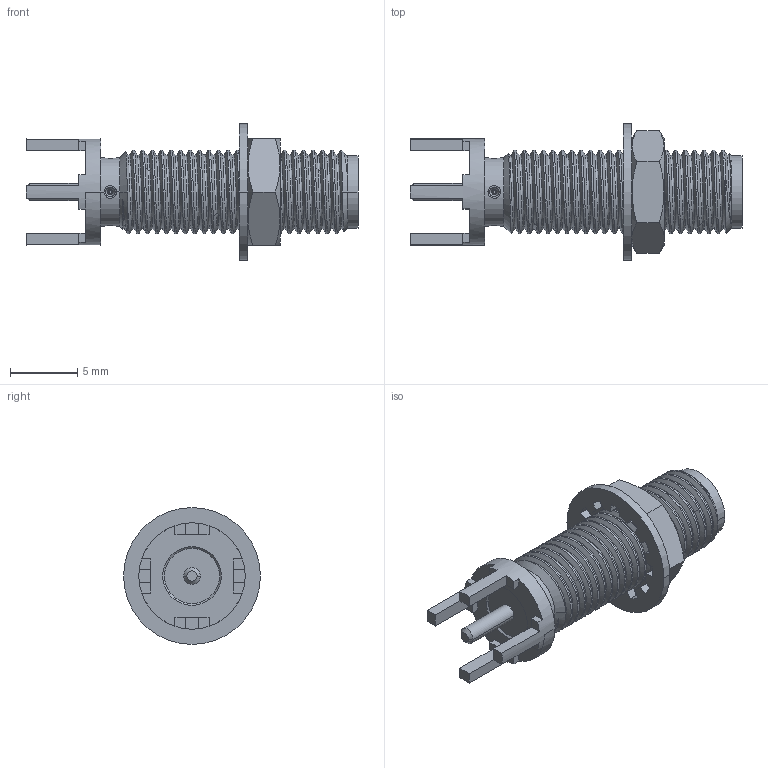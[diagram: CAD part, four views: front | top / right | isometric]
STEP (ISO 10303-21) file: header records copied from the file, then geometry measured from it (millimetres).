
FILE_DESCRIPTION((''),'2;1');
FILE_NAME('142-0701-491','2016-05-06T',('chwallace'),(''),'PRO/ENGINEER BY PARAMETRIC TECHNOLOGY CORPORATION, 2007450','PRO/ENGINEER BY PARAMETRIC TECHNOLOGY CORPORATION, 2007450','');
FILE_SCHEMA(('CONFIG_CONTROL_DESIGN'));
Length unit declared in the file: inch
Products named in the file (1): 142-0701-491
Bounding box: 24.77 x 10.21 x 10.21 mm (x, y, z)
Volume: 638.7 mm3; surface area: 962.7 mm2
Topology: 2 solids, 2 shells, 223 faces, 576 edges, 365 vertices
Faces by surface type: plane 77, cylinder 76, bspline 38, cone 32
Entity records: 14965 total; most frequent: CARTESIAN_POINT 9813, ORIENTED_EDGE 1148, DIRECTION 939, EDGE_CURVE 574, VERTEX_POINT 365, AXIS2_PLACEMENT_3D 337, VECTOR 265, LINE 265
